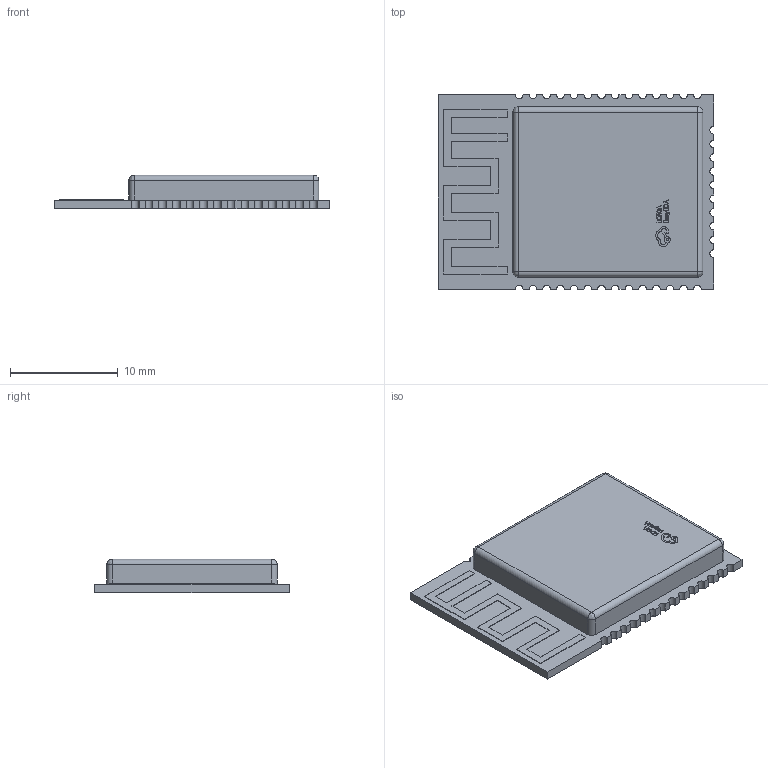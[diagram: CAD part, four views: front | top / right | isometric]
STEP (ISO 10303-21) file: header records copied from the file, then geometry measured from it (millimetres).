
FILE_DESCRIPTION (( 'STEP AP214' ), '1' );
FILE_NAME ('WIFI-SMD_ESP32-WROOM-32E.STEP', '2023-05-11T09:26:18', ( '' ), ( '' ), 'SwSTEP 2.0', 'SolidWorks 2019', '' );
FILE_SCHEMA (( 'AUTOMOTIVE_DESIGN' ));
Length unit declared in the file: millimetre
Products named in the file (4): WIFI-SMD_ESP32-WROOM-32E; U1; COMPOUND_2
Assembly tree (3 placements, depth 4):
  WIFI-SMD_ESP32-WROOM-32E
    U1
      WIFI-SMD_ESP32-WROOM-32E
        COMPOUND_2
Bounding box: 25.5 x 18 x 3.1 mm (x, y, z)
Volume: 998.6 mm3; surface area: 1130.3 mm2
Topology: 14 solids, 14 shells, 357 faces, 951 edges, 620 vertices
Faces by surface type: plane 209, bspline 102, cylinder 46
Entity records: 15767 total; most frequent: CARTESIAN_POINT 3334, ORIENTED_EDGE 1894, DIRECTION 1369, EDGE_CURVE 947, VECTOR 659, LINE 659, VERTEX_POINT 620, UNCERTAINTY_MEASURE_WITH_UNIT 376
